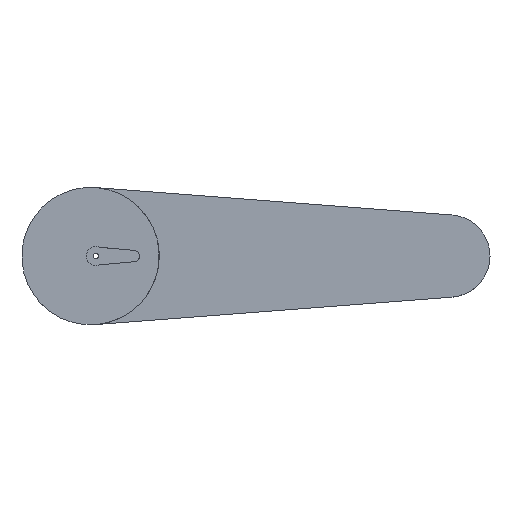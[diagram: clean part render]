
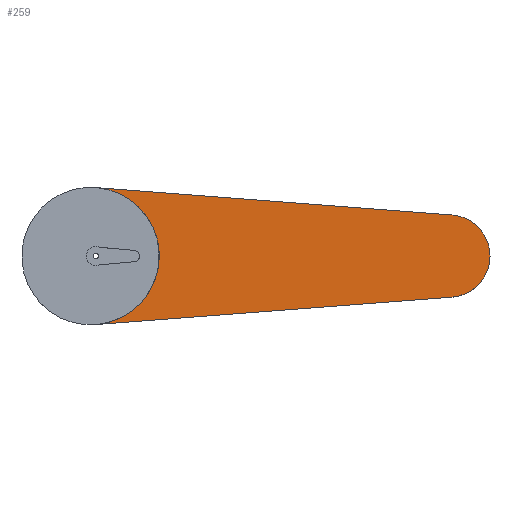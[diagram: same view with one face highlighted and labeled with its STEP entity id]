
A CAD part, top view. The second image highlights one B-rep face of the part: STEP entity #259.
In plain terms, the highlighted planar face has unit normal (0, 0, 1).
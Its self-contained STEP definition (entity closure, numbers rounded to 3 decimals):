
#24=FACE_OUTER_BOUND('',#40,.T.);
#40=EDGE_LOOP('',(#182,#183,#184,#185));
#58=LINE('',#411,#82);
#59=LINE('',#415,#83);
#82=VECTOR('',#330,10.);
#83=VECTOR('',#333,10.);
#108=CIRCLE('',#293,15.044);
#109=CIRCLE('',#294,25.074);
#122=VERTEX_POINT('',#409);
#123=VERTEX_POINT('',#410);
#124=VERTEX_POINT('',#412);
#125=VERTEX_POINT('',#414);
#146=EDGE_CURVE('',#122,#123,#58,.T.);
#147=EDGE_CURVE('',#124,#122,#108,.T.);
#148=EDGE_CURVE('',#125,#124,#59,.T.);
#149=EDGE_CURVE('',#123,#125,#109,.T.);
#182=ORIENTED_EDGE('',*,*,#146,.F.);
#183=ORIENTED_EDGE('',*,*,#147,.F.);
#184=ORIENTED_EDGE('',*,*,#148,.F.);
#185=ORIENTED_EDGE('',*,*,#149,.F.);
#249=PLANE('',#292);
#259=ADVANCED_FACE('',(#24),#249,.T.);
#292=AXIS2_PLACEMENT_3D('',#408,#328,#329);
#293=AXIS2_PLACEMENT_3D('',#413,#331,#332);
#294=AXIS2_PLACEMENT_3D('',#416,#334,#335);
#328=DIRECTION('center_axis',(0.,0.,1.));
#329=DIRECTION('ref_axis',(-1.,0.,0.));
#330=DIRECTION('',(-0.997,-0.077,0.));
#331=DIRECTION('center_axis',(0.,0.,-1.));
#332=DIRECTION('ref_axis',(0.077,0.997,0.));
#333=DIRECTION('',(0.997,-0.077,0.));
#334=DIRECTION('center_axis',(0.,0.,1.));
#335=DIRECTION('ref_axis',(0.077,-0.997,0.));
#408=CARTESIAN_POINT('Origin',(60.445,5.,1.));
#409=CARTESIAN_POINT('',(118.5,-10.,1.));
#410=CARTESIAN_POINT('',(-11.5,-20.,1.));
#411=CARTESIAN_POINT('',(25.217,-17.176,1.));
#412=CARTESIAN_POINT('',(118.5,20.,1.));
#413=CARTESIAN_POINT('Origin',(117.346,5.,1.));
#414=CARTESIAN_POINT('',(-11.5,30.,1.));
#415=CARTESIAN_POINT('',(90.217,22.176,1.));
#416=CARTESIAN_POINT('Origin',(-13.423,5.,1.));
